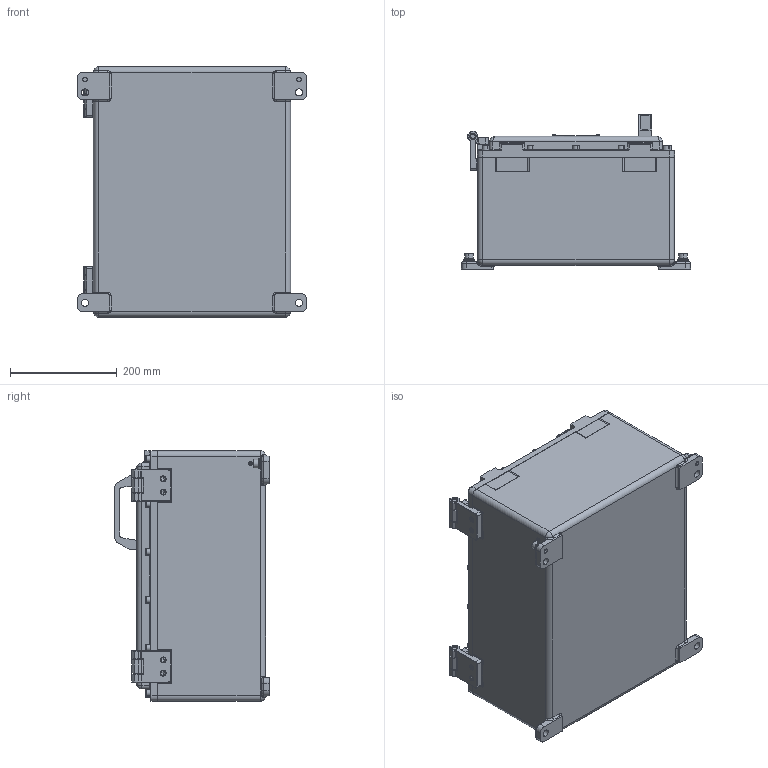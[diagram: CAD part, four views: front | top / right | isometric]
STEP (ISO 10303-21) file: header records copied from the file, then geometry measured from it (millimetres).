
FILE_DESCRIPTION (( 'STEP AP203' ), '1' );
FILE_NAME ('40104040.step', '2019-04-15T13:59:37', ( '' ), ( '' ), 'SwSTEP 2.0', 'SolidWorks 2018', '' );
FILE_SCHEMA (( 'CONFIG_CONTROL_DESIGN' ));
Length unit declared in the file: millimetre
Products named in the file (28): 70853_Hinge side c; 93711; 52001; 70443; 83159_nur f〉 darstellung; 92081; 40000036126_7-2g; 83136; 40000012405; 93431_EN ISO 4762 M10 x 16 - 16N; 93417_M8x30; 93426; 83135; 93414; 40104040; 82014_40104040; 70803_Scharnier Seite; 93412; 70442; 98063; 83126; 92780; 40304040; 93429_DIN 912 M6 x 10 --- 10N; 83156; 92785; 92783; 70441
Assembly tree (89 placements, depth 3):
  40000036126_7-2g
  40104040
    70803_Scharnier Seite
    82014_40104040
    40304040
    98063  x10
    93711  x2
    93426  x6
    83156  x4
    83159_nur f〉 darstellung  x2
    93431_EN ISO 4762 M10 x 16 - 16N  x2
    92081  x4
    70853_Hinge side c
    92783
    93414  x2
    92780
    93412  x2
    83126  x18
    93417_M8x30  x18
    70441
    93429_DIN 912 M6 x 10 --- 10N  x2
    52001  x2
      70443
      83135
      70442
      40000012405
    83136
  92785
Bounding box: 430 x 290 x 470 mm (x, y, z)
Volume: 11446145 mm3; surface area: 1887980.2 mm2
Topology: 94 solids, 94 shells, 3371 faces, 7610 edges, 4435 vertices
Faces by surface type: cylinder 1229, plane 1146, torus 420, cone 310, bspline 212, sphere 54
Entity records: 76219 total; most frequent: CARTESIAN_POINT 24726, DIRECTION 10284, ORIENTED_EDGE 9524, EDGE_CURVE 4762, AXIS2_PLACEMENT_3D 4061, VERTEX_POINT 2853, EDGE_LOOP 2229, LINE 2162
